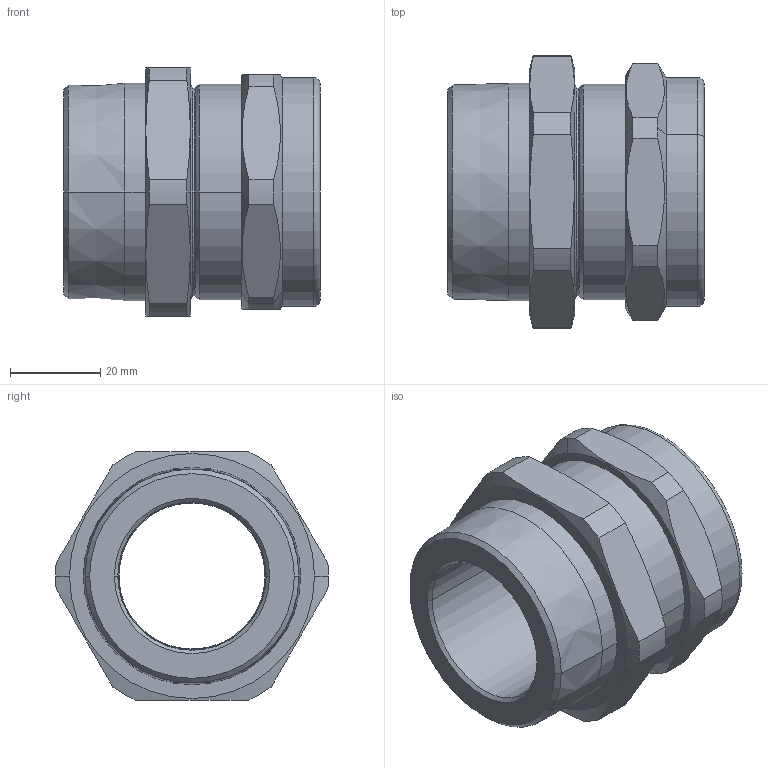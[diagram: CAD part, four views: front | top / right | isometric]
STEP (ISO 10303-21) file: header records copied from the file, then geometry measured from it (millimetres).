
FILE_DESCRIPTION (( 'STEP AP203' ), '1' );
FILE_NAME ('CG-150A128.STEP', '2020-07-09T08:54:24', ( '' ), ( '' ), 'SwSTEP 2.0', 'SolidWorks 2017', '' );
FILE_SCHEMA (( 'CONFIG_CONTROL_DESIGN' ));
Length unit declared in the file: millimetre
Products named in the file (1): CG-150A128
Bounding box: 56.92 x 60.5 x 55 mm (x, y, z)
Surface area: 21105.7 mm2 (no closed solid volume)
Topology: 0 solids, 5 shells, 86 faces, 344 edges, 266 vertices
Faces by surface type: cylinder 32, cone 26, plane 20, torus 8
Entity records: 5001 total; most frequent: CARTESIAN_POINT 2161, DIRECTION 538, ORIENTED_EDGE 532, EDGE_CURVE 344, VERTEX_POINT 266, AXIS2_PLACEMENT_3D 201, LINE 136, VECTOR 136
